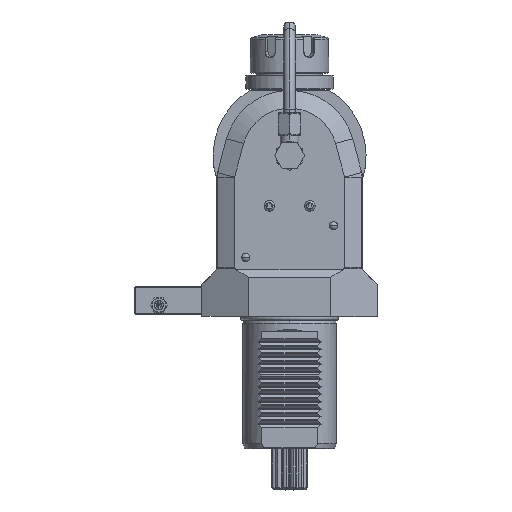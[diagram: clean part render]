
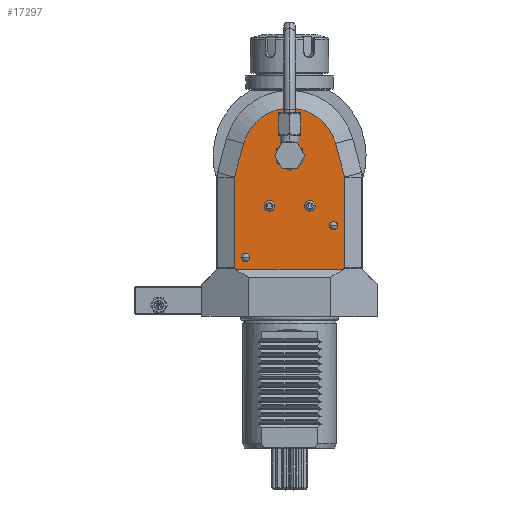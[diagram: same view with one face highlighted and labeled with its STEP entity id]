
A CAD part, top view. The second image highlights one B-rep face of the part: STEP entity #17297.
In plain terms, the highlighted planar face has unit normal (0, 0, 1).
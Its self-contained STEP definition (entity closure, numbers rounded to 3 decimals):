
#677=DIRECTION('',(0.,-1.,0.));
#678=VECTOR('',#677,0.714);
#679=CARTESIAN_POINT('',(-28.928,-60.286,40.));
#680=LINE('',#679,#678);
#705=DIRECTION('',(0.,-1.,0.));
#706=VECTOR('',#705,0.714);
#707=CARTESIAN_POINT('',(28.928,-60.286,40.));
#708=LINE('',#707,#706);
#948=DIRECTION('',(-1.,0.,0.));
#949=VECTOR('',#948,57.856);
#950=CARTESIAN_POINT('',(28.928,-61.,40.));
#951=LINE('',#950,#949);
#952=DIRECTION('',(0.894,-0.447,0.));
#953=VECTOR('',#952,0.639);
#954=CARTESIAN_POINT('',(-29.5,-60.,40.));
#955=LINE('',#954,#953);
#956=DIRECTION('',(0.,-1.,0.));
#957=VECTOR('',#956,48.363);
#958=CARTESIAN_POINT('',(-29.5,-11.637,40.));
#959=LINE('',#958,#957);
#960=CARTESIAN_POINT('',(-29.,-11.637,40.));
#961=DIRECTION('',(0.,0.,1.));
#962=DIRECTION('',(-0.966,0.259,0.));
#963=AXIS2_PLACEMENT_3D('',#960,#961,#962);
#965=DIRECTION('',(-0.259,-0.966,0.));
#966=VECTOR('',#965,18.746);
#967=CARTESIAN_POINT('',(-24.631,6.6,40.));
#968=LINE('',#967,#966);
#969=CARTESIAN_POINT('',(0.,0.,40.));
#970=DIRECTION('',(0.,0.,1.));
#971=DIRECTION('',(0.966,0.259,0.));
#972=AXIS2_PLACEMENT_3D('',#969,#970,#971);
#974=DIRECTION('',(-0.259,0.966,0.));
#975=VECTOR('',#974,18.746);
#976=CARTESIAN_POINT('',(29.483,-11.507,40.));
#977=LINE('',#976,#975);
#978=CARTESIAN_POINT('',(29.,-11.637,40.));
#979=DIRECTION('',(0.,0.,1.));
#980=DIRECTION('',(1.,0.,0.));
#981=AXIS2_PLACEMENT_3D('',#978,#979,#980);
#983=DIRECTION('',(0.,1.,0.));
#984=VECTOR('',#983,48.363);
#985=CARTESIAN_POINT('',(29.5,-60.,40.));
#986=LINE('',#985,#984);
#987=DIRECTION('',(0.894,0.447,0.));
#988=VECTOR('',#987,0.639);
#989=CARTESIAN_POINT('',(28.928,-60.286,40.));
#990=LINE('',#989,#988);
#991=CARTESIAN_POINT('',(0.,0.,40.));
#992=DIRECTION('',(0.,0.,1.));
#993=DIRECTION('',(1.,0.,0.));
#994=AXIS2_PLACEMENT_3D('',#991,#992,#993);
#996=CARTESIAN_POINT('',(0.,0.,40.));
#997=DIRECTION('',(0.,0.,1.));
#998=DIRECTION('',(-1.,0.,0.));
#999=AXIS2_PLACEMENT_3D('',#996,#997,#998);
#1001=CARTESIAN_POINT('',(10.864,-26.888,40.));
#1002=DIRECTION('',(0.,0.,1.));
#1003=DIRECTION('',(-1.,0.,0.));
#1004=AXIS2_PLACEMENT_3D('',#1001,#1002,#1003);
#1006=CARTESIAN_POINT('',(10.864,-26.888,40.));
#1007=DIRECTION('',(0.,0.,1.));
#1008=DIRECTION('',(1.,0.,0.));
#1009=AXIS2_PLACEMENT_3D('',#1006,#1007,#1008);
#1011=CARTESIAN_POINT('',(-10.864,-26.888,40.));
#1012=DIRECTION('',(0.,0.,1.));
#1013=DIRECTION('',(-1.,0.,0.));
#1014=AXIS2_PLACEMENT_3D('',#1011,#1012,#1013);
#1016=CARTESIAN_POINT('',(-10.864,-26.888,40.));
#1017=DIRECTION('',(0.,0.,1.));
#1018=DIRECTION('',(1.,0.,0.));
#1019=AXIS2_PLACEMENT_3D('',#1016,#1017,#1018);
#1021=CARTESIAN_POINT('',(-23.5,-54.5,40.));
#1022=DIRECTION('',(0.,0.,-1.));
#1023=DIRECTION('',(-1.,0.,0.));
#1024=AXIS2_PLACEMENT_3D('',#1021,#1022,#1023);
#1026=CARTESIAN_POINT('',(-23.5,-54.5,40.));
#1027=DIRECTION('',(0.,0.,-1.));
#1028=DIRECTION('',(1.,0.,0.));
#1029=AXIS2_PLACEMENT_3D('',#1026,#1027,#1028);
#1031=CARTESIAN_POINT('',(23.5,-37.5,40.));
#1032=DIRECTION('',(0.,0.,-1.));
#1033=DIRECTION('',(-1.,0.,0.));
#1034=AXIS2_PLACEMENT_3D('',#1031,#1032,#1033);
#1036=CARTESIAN_POINT('',(23.5,-37.5,40.));
#1037=DIRECTION('',(0.,0.,-1.));
#1038=DIRECTION('',(1.,0.,0.));
#1039=AXIS2_PLACEMENT_3D('',#1036,#1037,#1038);
#14863=CARTESIAN_POINT('',(24.631,6.6,40.));
#14864=CARTESIAN_POINT('',(-24.631,6.6,40.));
#14865=VERTEX_POINT('',#14863);
#14866=VERTEX_POINT('',#14864);
#14879=CARTESIAN_POINT('',(-29.483,-11.507,40.));
#14880=VERTEX_POINT('',#14879);
#14881=CARTESIAN_POINT('',(29.483,-11.507,40.));
#14882=VERTEX_POINT('',#14881);
#14883=CARTESIAN_POINT('',(-29.5,-11.637,40.));
#14884=VERTEX_POINT('',#14883);
#14885=CARTESIAN_POINT('',(29.5,-11.637,40.));
#14886=VERTEX_POINT('',#14885);
#14904=CARTESIAN_POINT('',(29.5,-60.,40.));
#14906=VERTEX_POINT('',#14904);
#14907=CARTESIAN_POINT('',(-29.5,-60.,40.));
#14909=VERTEX_POINT('',#14907);
#15221=CARTESIAN_POINT('',(-13.714,-26.888,40.));
#15222=CARTESIAN_POINT('',(-8.014,-26.888,40.));
#15223=VERTEX_POINT('',#15221);
#15224=VERTEX_POINT('',#15222);
#15257=CARTESIAN_POINT('',(8.014,-26.888,40.));
#15258=CARTESIAN_POINT('',(13.714,-26.888,40.));
#15259=VERTEX_POINT('',#15257);
#15260=VERTEX_POINT('',#15258);
#15985=CARTESIAN_POINT('',(6.5,0.,40.));
#15986=CARTESIAN_POINT('',(-6.5,0.,40.));
#15987=VERTEX_POINT('',#15985);
#15988=VERTEX_POINT('',#15986);
#16316=CARTESIAN_POINT('',(28.928,-60.286,40.));
#16317=VERTEX_POINT('',#16316);
#16318=CARTESIAN_POINT('',(-28.928,-60.286,40.));
#16319=VERTEX_POINT('',#16318);
#16504=CARTESIAN_POINT('',(-28.928,-61.,40.));
#16505=VERTEX_POINT('',#16504);
#16506=CARTESIAN_POINT('',(28.928,-61.,40.));
#16507=VERTEX_POINT('',#16506);
#16528=CARTESIAN_POINT('',(-25.75,-54.5,40.));
#16529=CARTESIAN_POINT('',(-21.25,-54.5,40.));
#16530=VERTEX_POINT('',#16528);
#16531=VERTEX_POINT('',#16529);
#16534=CARTESIAN_POINT('',(21.25,-37.5,40.));
#16535=CARTESIAN_POINT('',(25.75,-37.5,40.));
#16536=VERTEX_POINT('',#16534);
#16537=VERTEX_POINT('',#16535);
#17241=CARTESIAN_POINT('',(0.,0.,40.));
#17242=DIRECTION('',(0.,0.,1.));
#17243=DIRECTION('',(1.,0.,0.));
#17244=AXIS2_PLACEMENT_3D('',#17241,#17242,#17243);
#17245=PLANE('',#17244);
#17247=ORIENTED_EDGE('',*,*,#17246,.T.);
#17248=ORIENTED_EDGE('',*,*,#16858,.F.);
#17250=ORIENTED_EDGE('',*,*,#17249,.F.);
#17252=ORIENTED_EDGE('',*,*,#17251,.F.);
#17253=ORIENTED_EDGE('',*,*,#17233,.F.);
#17254=ORIENTED_EDGE('',*,*,#17194,.F.);
#17255=ORIENTED_EDGE('',*,*,#17177,.F.);
#17257=ORIENTED_EDGE('',*,*,#17256,.F.);
#17259=ORIENTED_EDGE('',*,*,#17258,.F.);
#17261=ORIENTED_EDGE('',*,*,#17260,.F.);
#17263=ORIENTED_EDGE('',*,*,#17262,.F.);
#17264=ORIENTED_EDGE('',*,*,#16892,.T.);
#17265=EDGE_LOOP('',(#17247,#17248,#17250,#17252,#17253,#17254,#17255,#17257,
#17259,#17261,#17263,#17264));
#17266=FACE_OUTER_BOUND('',#17265,.F.);
#17268=ORIENTED_EDGE('',*,*,#17267,.T.);
#17270=ORIENTED_EDGE('',*,*,#17269,.T.);
#17271=EDGE_LOOP('',(#17268,#17270));
#17272=FACE_BOUND('',#17271,.F.);
#17274=ORIENTED_EDGE('',*,*,#17273,.T.);
#17276=ORIENTED_EDGE('',*,*,#17275,.T.);
#17277=EDGE_LOOP('',(#17274,#17276));
#17278=FACE_BOUND('',#17277,.F.);
#17280=ORIENTED_EDGE('',*,*,#17279,.T.);
#17282=ORIENTED_EDGE('',*,*,#17281,.T.);
#17283=EDGE_LOOP('',(#17280,#17282));
#17284=FACE_BOUND('',#17283,.F.);
#17286=ORIENTED_EDGE('',*,*,#17285,.F.);
#17288=ORIENTED_EDGE('',*,*,#17287,.F.);
#17289=EDGE_LOOP('',(#17286,#17288));
#17290=FACE_BOUND('',#17289,.F.);
#17292=ORIENTED_EDGE('',*,*,#17291,.F.);
#17294=ORIENTED_EDGE('',*,*,#17293,.F.);
#17295=EDGE_LOOP('',(#17292,#17294));
#17296=FACE_BOUND('',#17295,.F.);
#964=CIRCLE('',#963,0.5);
#973=CIRCLE('',#972,25.5);
#982=CIRCLE('',#981,0.5);
#995=CIRCLE('',#994,6.5);
#1000=CIRCLE('',#999,6.5);
#1005=CIRCLE('',#1004,2.85);
#1010=CIRCLE('',#1009,2.85);
#1015=CIRCLE('',#1014,2.85);
#1020=CIRCLE('',#1019,2.85);
#1025=CIRCLE('',#1024,2.25);
#1030=CIRCLE('',#1029,2.25);
#1035=CIRCLE('',#1034,2.25);
#1040=CIRCLE('',#1039,2.25);
#16858=EDGE_CURVE('',#16319,#16505,#680,.T.);
#16892=EDGE_CURVE('',#16317,#16507,#708,.T.);
#17177=EDGE_CURVE('',#14865,#14866,#973,.T.);
#17194=EDGE_CURVE('',#14866,#14880,#968,.T.);
#17233=EDGE_CURVE('',#14880,#14884,#964,.T.);
#17246=EDGE_CURVE('',#16507,#16505,#951,.T.);
#17249=EDGE_CURVE('',#14909,#16319,#955,.T.);
#17251=EDGE_CURVE('',#14884,#14909,#959,.T.);
#17256=EDGE_CURVE('',#14882,#14865,#977,.T.);
#17258=EDGE_CURVE('',#14886,#14882,#982,.T.);
#17260=EDGE_CURVE('',#14906,#14886,#986,.T.);
#17262=EDGE_CURVE('',#16317,#14906,#990,.T.);
#17267=EDGE_CURVE('',#15987,#15988,#995,.T.);
#17269=EDGE_CURVE('',#15988,#15987,#1000,.T.);
#17273=EDGE_CURVE('',#15259,#15260,#1005,.T.);
#17275=EDGE_CURVE('',#15260,#15259,#1010,.T.);
#17279=EDGE_CURVE('',#15223,#15224,#1015,.T.);
#17281=EDGE_CURVE('',#15224,#15223,#1020,.T.);
#17285=EDGE_CURVE('',#16530,#16531,#1025,.T.);
#17287=EDGE_CURVE('',#16531,#16530,#1030,.T.);
#17291=EDGE_CURVE('',#16536,#16537,#1035,.T.);
#17293=EDGE_CURVE('',#16537,#16536,#1040,.T.);
#17297=ADVANCED_FACE('',(#17266,#17272,#17278,#17284,#17290,#17296),#17245,.T.);
